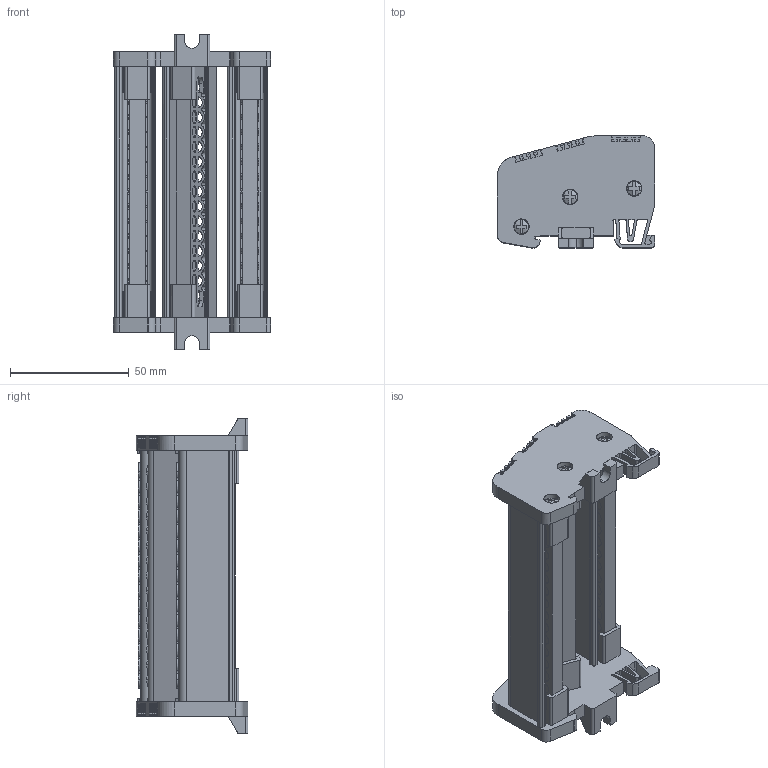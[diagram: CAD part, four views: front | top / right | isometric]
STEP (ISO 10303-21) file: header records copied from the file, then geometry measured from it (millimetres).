
FILE_DESCRIPTION (( 'STEP AP203' ), '1' );
FILE_NAME ('6,5x9 Üç Kutuplu Daðýtýcý Ünite - 15 Delikli.STEP', '2019-01-08T12:17:20', ( '' ), ( '' ), 'SwSTEP 2.0', 'SolidWorks 2011', '' );
FILE_SCHEMA (( 'CONFIG_CONTROL_DESIGN' ));
Products named in the file (1): 6,5x9 Üç Kutuplu Daðýtýcý Ünite - 15 Delikli
Bounding box: 66 x 47 x 132.8 mm (x, y, z)
Volume: 76536.5 mm3; surface area: 76321.5 mm2
Topology: 1 solids, 16 shells, 3330 faces, 9562 edges, 6431 vertices
Faces by surface type: plane 1468, cylinder 955, cone 703, bspline 204
Entity records: 139623 total; most frequent: CARTESIAN_POINT 59073, ORIENTED_EDGE 19124, DIRECTION 13276, EDGE_CURVE 9562, VERTEX_POINT 6431, LINE 4596, VECTOR 4596, AXIS2_PLACEMENT_3D 4340
